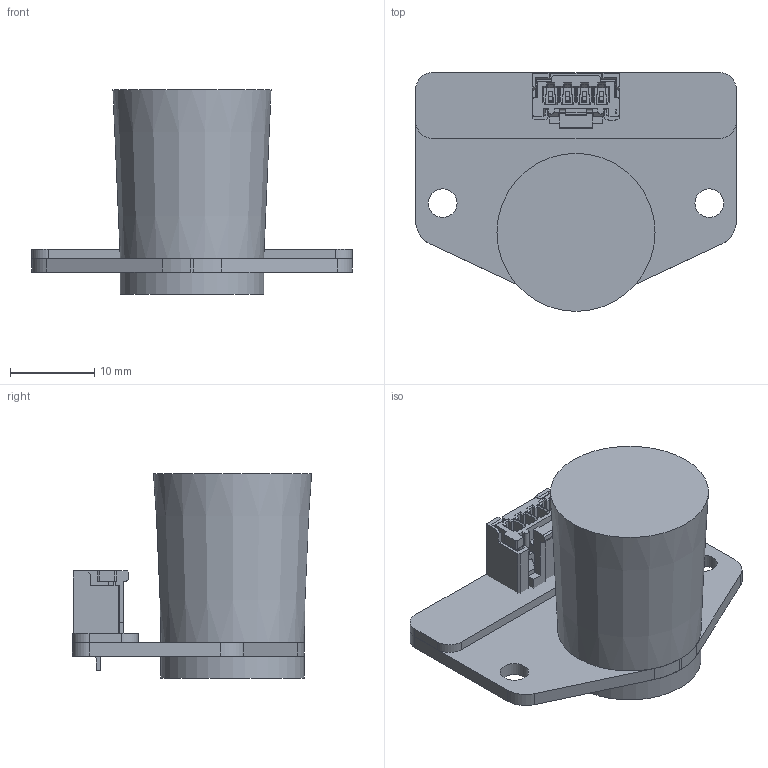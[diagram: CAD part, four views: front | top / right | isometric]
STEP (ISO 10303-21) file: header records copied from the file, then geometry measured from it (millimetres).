
FILE_DESCRIPTION(/* description */ ('','CAx-IF Rec.Pracs.---Representation and Presentation of Product Manufacturing Information (PMI)---4.0---2014-10-13'),/* implementation_level */ '2;1');
FILE_NAME(/* name */ 'Beacon RevH Normal.step',/* time_stamp */ '2024-12-07T17:15:39-05:00',/* author */ (''),/* organization */ (''),/* preprocessor_version */ 'ST-DEVELOPER v20',/* originating_system */ 'Autodesk Translation Framework v13.20.0.188',/* authorisation */ '');
FILE_SCHEMA (('AP242_MANAGED_MODEL_BASED_3D_ENGINEERING_MIM_LF { 1 0 10303 442 1 1 4 }'));
Length unit declared in the file: millimetre
Products named in the file (7): RevH_Low_Profile; PCB; Metal Keepout  zone; Electronics Section; Optimal Sensing Section; Molex Sherlock Male; Molex Sherlock Female
Assembly tree (6 placements, depth 2):
  RevH_Low_Profile
    PCB
    Metal Keepout  zone
    Electronics Section
    Optimal Sensing Section
    Molex Sherlock Male
    Molex Sherlock Female
Bounding box: 38 x 28.35 x 24.2 mm (x, y, z)
Volume: 7691.6 mm3; surface area: 6037.7 mm2
Topology: 6 solids, 6 shells, 487 faces, 1307 edges, 838 vertices
Faces by surface type: plane 440, cylinder 42, sphere 4, cone 1
Full cylindrical faces by diameter (mm): 3.4 x2, 17.003 x1
Entity records: 15133 total; most frequent: CARTESIAN_POINT 2643, ORIENTED_EDGE 2610, DIRECTION 2395, EDGE_CURVE 1305, LINE 1215, VECTOR 1215, VERTEX_POINT 838, AXIS2_PLACEMENT_3D 590
